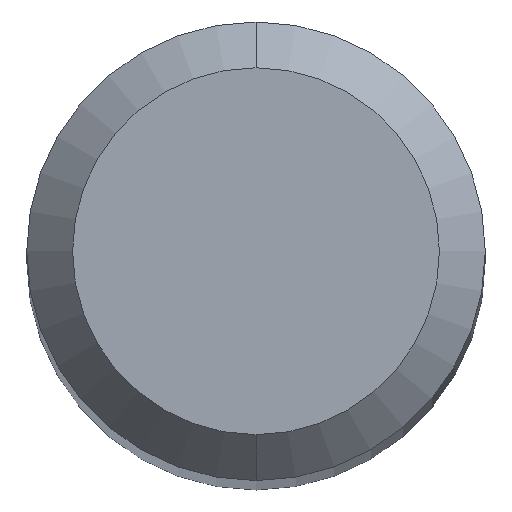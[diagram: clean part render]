
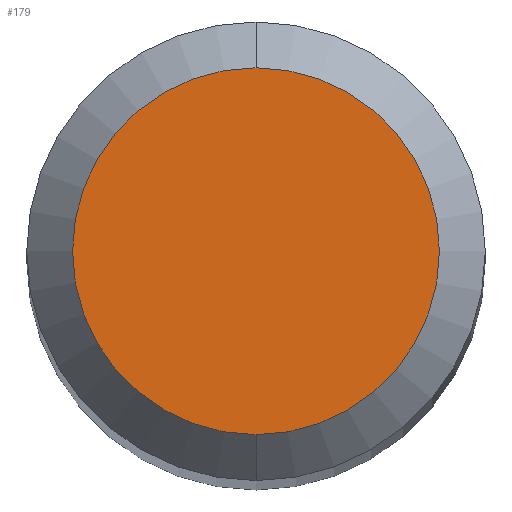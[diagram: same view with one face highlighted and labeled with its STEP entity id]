
A CAD part, top view. The second image highlights one B-rep face of the part: STEP entity #179.
In plain terms, the highlighted planar face has unit normal (0, 0, 1).
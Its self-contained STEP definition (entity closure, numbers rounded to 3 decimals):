
#131=VERTEX_POINT('',#270);
#133=EDGE_CURVE('',#131,#157,#272,.T.);
#157=VERTEX_POINT('',#299);
#179=ADVANCED_FACE('',(#323),#324,.T.);
#199=EDGE_CURVE('',#157,#131,#347,.T.);
#270=CARTESIAN_POINT('',(0.0,1.2,0.0));
#272=CIRCLE('',#428,1.2);
#299=CARTESIAN_POINT('',(0.,-1.2,0.0));
#323=FACE_OUTER_BOUND('',#492,.T.);
#324=PLANE('',#493);
#347=CIRCLE('',#525,1.2);
#428=AXIS2_PLACEMENT_3D('',#588,#589,#590);
#492=EDGE_LOOP('',(#644,#645));
#493=AXIS2_PLACEMENT_3D('',#646,#647,#648);
#525=AXIS2_PLACEMENT_3D('',#684,#685,#686);
#588=CARTESIAN_POINT('',(0.0,0.0,0.0));
#589=DIRECTION('',(0.0,0.0,-1.0));
#590=DIRECTION('',(0.0,1.0,0.0));
#644=ORIENTED_EDGE('',*,*,#133,.F.);
#645=ORIENTED_EDGE('',*,*,#199,.F.);
#646=CARTESIAN_POINT('',(0.0,0.6,0.0));
#647=DIRECTION('',(-0.0,0.0,1.0));
#648=DIRECTION('',(0.0,-1.0,0.0));
#684=CARTESIAN_POINT('',(0.0,0.0,0.0));
#685=DIRECTION('',(0.0,0.0,-1.0));
#686=DIRECTION('',(0.0,1.0,0.0));
